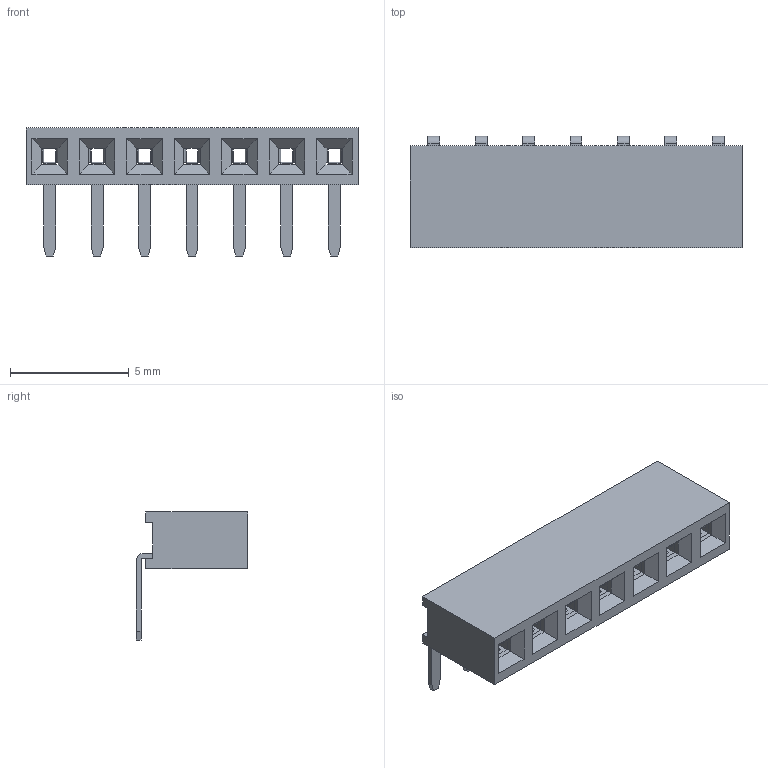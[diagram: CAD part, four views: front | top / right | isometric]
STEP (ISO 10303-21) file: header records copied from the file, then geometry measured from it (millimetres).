
FILE_DESCRIPTION(('STEP AP214'), '1');
FILE_NAME('PBS2-R1', '', ('UNSPECIFIED'), ('UNSPECIFIED'), 'ASCON STEP Converter 1.6', 'ASCON Math Kernel', '');
FILE_SCHEMA(('AUTOMOTIVE_DESIGN { 1 0 10303 214 3 1 1}'));
Length unit declared in the file: millimetre
Bounding box: 14 x 4.7 x 5.4 mm (x, y, z)
Volume: 96.8 mm3; surface area: 565.3 mm2
Topology: 8 solids, 8 shells, 465 faces, 1263 edges, 814 vertices
Faces by surface type: plane 360, cylinder 105
Entity records: 18265 total; most frequent: CARTESIAN_POINT 2543, ORIENTED_EDGE 2526, DIRECTION 2405, EDGE_CURVE 1263, LINE 1053, VECTOR 1053, VERTEX_POINT 814, AXIS2_PLACEMENT_3D 676
